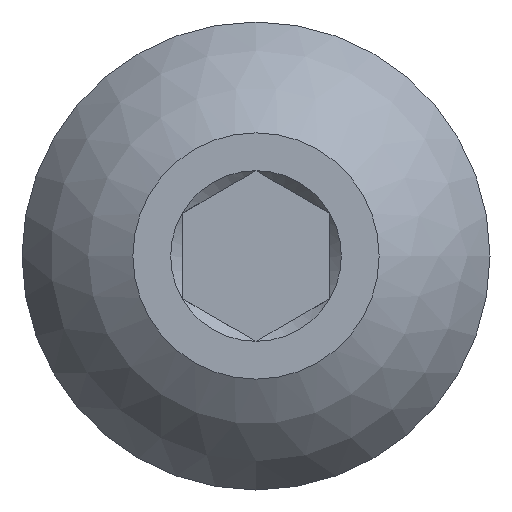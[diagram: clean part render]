
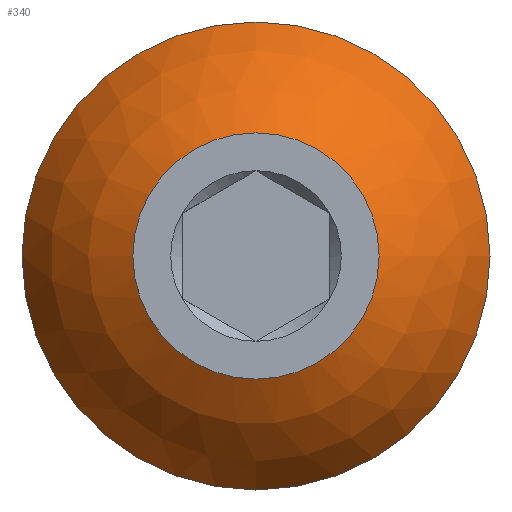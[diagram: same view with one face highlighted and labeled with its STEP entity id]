
A CAD part, front view. The second image highlights one B-rep face of the part: STEP entity #340.
In plain terms, the highlighted spherical face has radius 5.287 mm.
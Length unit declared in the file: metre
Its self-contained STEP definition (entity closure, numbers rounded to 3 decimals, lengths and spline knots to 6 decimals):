
#22=SPHERICAL_SURFACE('',#382,0.005287);
#90=CIRCLE('',#383,0.0025);
#91=CIRCLE('',#384,0.00475);
#109=ORIENTED_EDGE('',*,*,#199,.F.);
#110=ORIENTED_EDGE('',*,*,#200,.T.);
#199=EDGE_CURVE('',#244,#244,#90,.T.);
#200=EDGE_CURVE('',#245,#245,#91,.T.);
#244=VERTEX_POINT('',#1568);
#245=VERTEX_POINT('',#1570);
#275=EDGE_LOOP('',(#109));
#276=EDGE_LOOP('',(#110));
#306=FACE_BOUND('',#275,.T.);
#307=FACE_BOUND('',#276,.T.);
#340=ADVANCED_FACE('',(#306,#307),#22,.T.);
#382=AXIS2_PLACEMENT_3D('',#1566,#428,#429);
#383=AXIS2_PLACEMENT_3D('',#1567,#430,#431);
#384=AXIS2_PLACEMENT_3D('',#1569,#432,#433);
#428=DIRECTION('',(0.,-1.,0.));
#429=DIRECTION('',(0.,0.,-1.));
#430=DIRECTION('',(0.,-1.,0.));
#431=DIRECTION('',(1.,0.,0.));
#432=DIRECTION('',(0.,-1.,0.));
#433=DIRECTION('',(1.,0.,0.));
#1566=CARTESIAN_POINT('',(0.,0.004658,0.));
#1567=CARTESIAN_POINT('',(0.,0.,0.));
#1568=CARTESIAN_POINT('',(0.0025,0.,0.));
#1569=CARTESIAN_POINT('',(0.,0.002338,0.));
#1570=CARTESIAN_POINT('',(0.00475,0.002338,0.));
